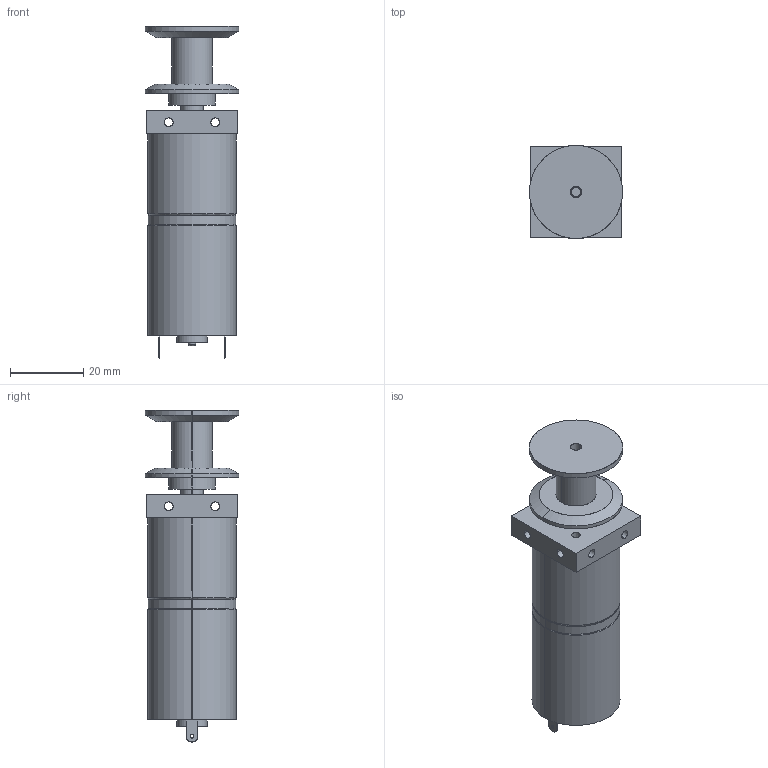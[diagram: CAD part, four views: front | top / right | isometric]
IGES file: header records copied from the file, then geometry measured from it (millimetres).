
Start section: SolidWorks IGES FILE using analytic representation for surfaces
Global section: file name: 24mm Banebots with hub.IGS; native system: SolidWorks 2001Plus by SolidWorks Corporation; preprocessor: Version 5.3; author: thesmith; date: 090705.201705; units: millimetre
Bounding box: 25.4 x 25.4 x 90.54 mm (x, y, z)
Surface area: 10646.5 mm2 (no closed solid volume)
Topology: 0 solids, 0 shells, 124 faces, 2288 edges, 2288 vertices
Faces by surface type: revolution 84, bspline 40
